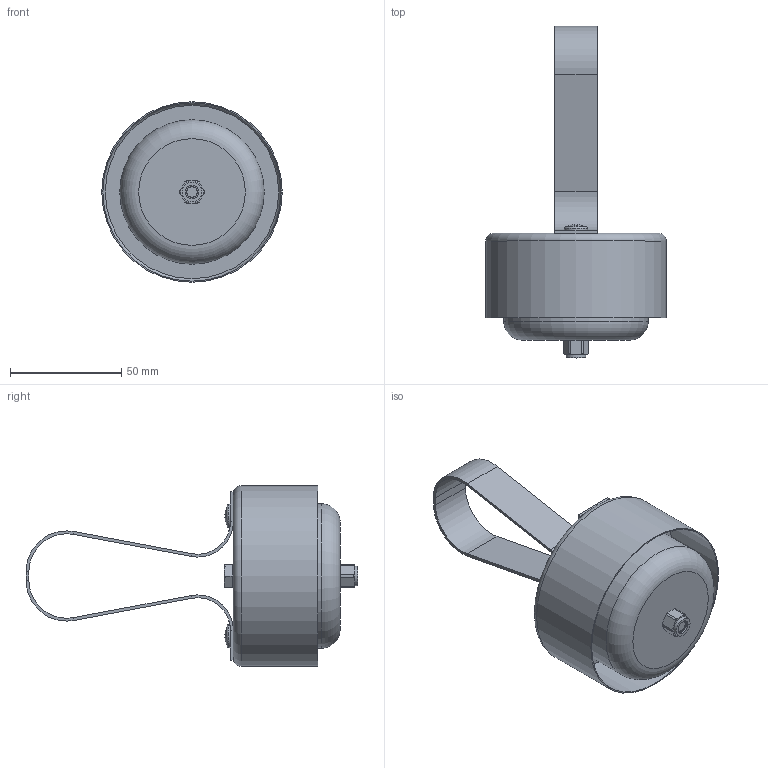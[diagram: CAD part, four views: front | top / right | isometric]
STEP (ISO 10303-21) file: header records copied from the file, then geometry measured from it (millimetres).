
FILE_DESCRIPTION((''),'2;1');
FILE_NAME('HRL-1-80.stp','2014-02-20T11:30:06',(''),(''),'Autodesk Inventor 2013','Autodesk Inventor 2013','');
FILE_SCHEMA(('AUTOMOTIVE_DESIGN { 1 2 10303 214 0 1 1 1 }'));
Length unit declared in the file: millimetre
Products named in the file (10): HRL-1-80; FD10002; 999656; 126022; 999178; 999215_Ø60; Syntetband-02; 999640; 999640_1; DIN 931-1 - replaced by DIN EN 24014 M6 x 55
Assembly tree (9 placements, depth 2):
  HRL-1-80
    FD10002
    999656
    126022
    999178
    999215_Ø60
    Syntetband-02
    999640
    999640_1
    DIN 931-1 - replaced by DIN EN 24014 M6 x 55
Bounding box: 81.25 x 149.4 x 81.25 mm (x, y, z)
Volume: 166593.9 mm3; surface area: 86163.5 mm2
Topology: 11 solids, 11 shells, 195 faces, 442 edges, 276 vertices
Faces by surface type: plane 99, cylinder 36, cone 36, torus 14, bspline 10
Full cylindrical faces by diameter (mm): 4.917 x6, 6 x1, 6.072 x1, 6.5 x2, 8.863 x1, 8.9 x1, 10.5 x2, 60 x1, 63.8 x1, 65 x1, 78 x1, 80.25 x1, 81.25 x1
Entity records: 6699 total; most frequent: CARTESIAN_POINT 2454, DIRECTION 808, ORIENTED_EDGE 748, EDGE_CURVE 374, AXIS2_PLACEMENT_3D 324, VERTEX_POINT 260, EDGE_LOOP 260, FACE_OUTER_BOUND 195
